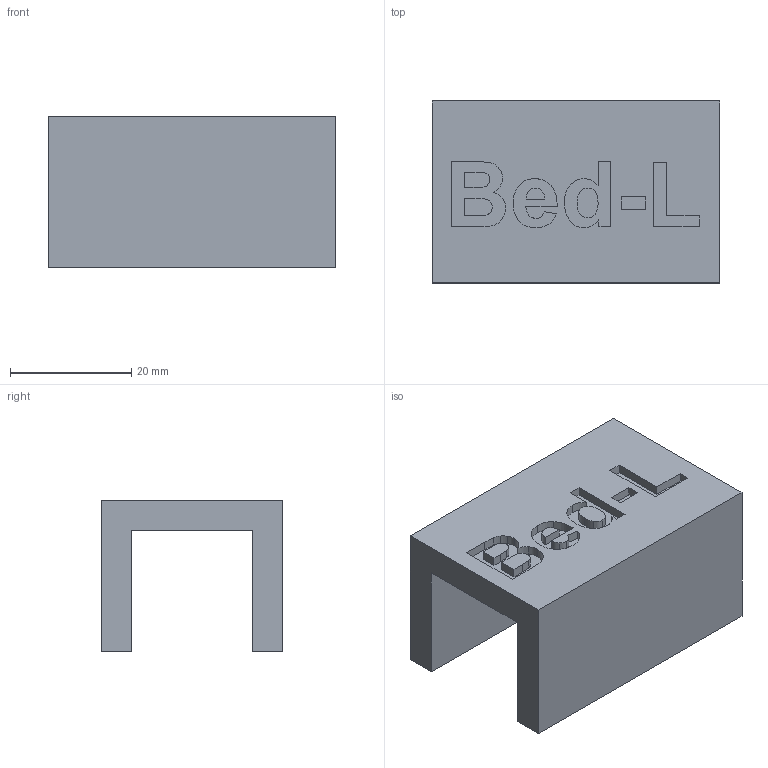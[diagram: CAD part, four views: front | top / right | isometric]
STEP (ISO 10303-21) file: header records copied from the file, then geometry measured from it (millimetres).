
FILE_DESCRIPTION(/* description */ (''),/* implementation_level */ '2;1');
FILE_NAME(/* name */ 'Atomic_U300_bedBracket_Jig_Left.step',/* time_stamp */ '2020-07-30T21:18:52+09:00',/* author */ (''),/* organization */ (''),/* preprocessor_version */ 'ST-DEVELOPER v18.1',/* originating_system */ 'Autodesk Translation Framework v9.3.0.1241',/* authorisation */ '');
FILE_SCHEMA (('AUTOMOTIVE_DESIGN { 1 0 10303 214 3 1 1 }'));
Length unit declared in the file: millimetre
Products named in the file (1): JIg--Bed-Left
Bounding box: 47.5 x 30 x 25 mm (x, y, z)
Volume: 16340 mm3; surface area: 8135.2 mm2
Topology: 1 solids, 1 shells, 101 faces, 270 edges, 180 vertices
Faces by surface type: bspline 55, plane 46
Entity records: 3674 total; most frequent: CARTESIAN_POINT 1487, ORIENTED_EDGE 540, EDGE_CURVE 270, DIRECTION 254, VERTEX_POINT 180, LINE 160, VECTOR 160, EDGE_LOOP 110
